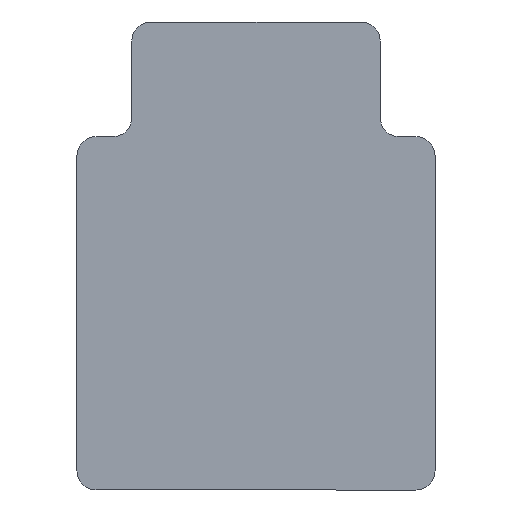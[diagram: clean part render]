
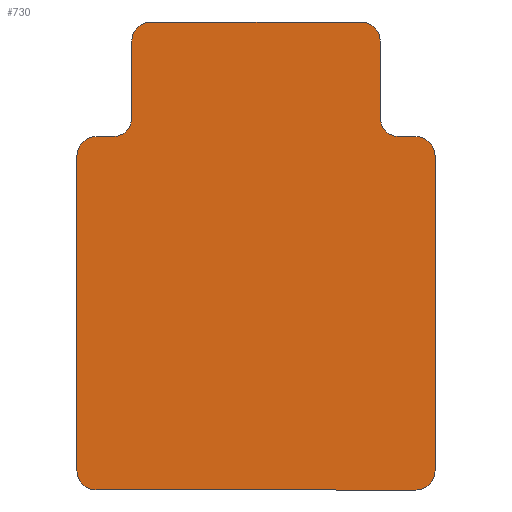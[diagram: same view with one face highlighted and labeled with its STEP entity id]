
A CAD part, front view. The second image highlights one B-rep face of the part: STEP entity #730.
In plain terms, the highlighted planar face has unit normal (0, -1, 0).
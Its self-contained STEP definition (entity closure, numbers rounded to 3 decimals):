
#46=PLANE('',#801);
#83=FACE_OUTER_BOUND('',#125,.T.);
#125=EDGE_LOOP('',(#668,#669,#670,#671,#672,#673,#674,#675,#676,#677,#678,
#679,#680,#681,#682,#683));
#129=LINE('',#1018,#211);
#136=LINE('',#1036,#218);
#161=LINE('',#1100,#243);
#166=LINE('',#1113,#248);
#169=LINE('',#1124,#251);
#205=LINE('',#1201,#287);
#206=LINE('',#1203,#288);
#207=LINE('',#1205,#289);
#211=VECTOR('',#821,10.);
#218=VECTOR('',#836,10.);
#243=VECTOR('',#881,10.);
#248=VECTOR('',#896,10.);
#251=VECTOR('',#909,10.);
#287=VECTOR('',#989,10.);
#288=VECTOR('',#992,10.);
#289=VECTOR('',#995,10.);
#292=CIRCLE('',#749,2.);
#295=CIRCLE('',#754,2.);
#297=CIRCLE('',#758,2.);
#303=CIRCLE('',#767,2.);
#304=CIRCLE('',#769,2.);
#305=CIRCLE('',#772,2.);
#306=CIRCLE('',#774,2.);
#308=CIRCLE('',#778,2.);
#312=VERTEX_POINT('',#1008);
#313=VERTEX_POINT('',#1009);
#316=VERTEX_POINT('',#1017);
#320=VERTEX_POINT('',#1026);
#321=VERTEX_POINT('',#1028);
#323=VERTEX_POINT('',#1034);
#326=VERTEX_POINT('',#1041);
#327=VERTEX_POINT('',#1043);
#352=VERTEX_POINT('',#1099);
#353=VERTEX_POINT('',#1105);
#354=VERTEX_POINT('',#1107);
#355=VERTEX_POINT('',#1111);
#356=VERTEX_POINT('',#1117);
#357=VERTEX_POINT('',#1119);
#358=VERTEX_POINT('',#1123);
#360=VERTEX_POINT('',#1129);
#381=EDGE_CURVE('',#312,#313,#292,.T.);
#385=EDGE_CURVE('',#316,#313,#129,.T.);
#390=EDGE_CURVE('',#320,#321,#295,.T.);
#394=EDGE_CURVE('',#320,#323,#136,.T.);
#397=EDGE_CURVE('',#326,#327,#297,.T.);
#426=EDGE_CURVE('',#352,#327,#161,.T.);
#428=EDGE_CURVE('',#352,#323,#303,.T.);
#430=EDGE_CURVE('',#353,#354,#304,.T.);
#433=EDGE_CURVE('',#353,#355,#166,.T.);
#434=EDGE_CURVE('',#316,#355,#305,.T.);
#436=EDGE_CURVE('',#356,#357,#306,.T.);
#438=EDGE_CURVE('',#358,#357,#169,.T.);
#441=EDGE_CURVE('',#358,#360,#308,.T.);
#477=EDGE_CURVE('',#312,#360,#205,.T.);
#478=EDGE_CURVE('',#326,#354,#206,.T.);
#479=EDGE_CURVE('',#356,#321,#207,.T.);
#668=ORIENTED_EDGE('',*,*,#397,.F.);
#669=ORIENTED_EDGE('',*,*,#478,.T.);
#670=ORIENTED_EDGE('',*,*,#430,.F.);
#671=ORIENTED_EDGE('',*,*,#433,.T.);
#672=ORIENTED_EDGE('',*,*,#434,.F.);
#673=ORIENTED_EDGE('',*,*,#385,.T.);
#674=ORIENTED_EDGE('',*,*,#381,.F.);
#675=ORIENTED_EDGE('',*,*,#477,.T.);
#676=ORIENTED_EDGE('',*,*,#441,.F.);
#677=ORIENTED_EDGE('',*,*,#438,.T.);
#678=ORIENTED_EDGE('',*,*,#436,.F.);
#679=ORIENTED_EDGE('',*,*,#479,.T.);
#680=ORIENTED_EDGE('',*,*,#390,.F.);
#681=ORIENTED_EDGE('',*,*,#394,.T.);
#682=ORIENTED_EDGE('',*,*,#428,.F.);
#683=ORIENTED_EDGE('',*,*,#426,.T.);
#730=ADVANCED_FACE('',(#83),#46,.T.);
#749=AXIS2_PLACEMENT_3D('',#1010,#813,#814);
#754=AXIS2_PLACEMENT_3D('',#1029,#829,#830);
#758=AXIS2_PLACEMENT_3D('',#1044,#842,#843);
#767=AXIS2_PLACEMENT_3D('',#1103,#885,#886);
#769=AXIS2_PLACEMENT_3D('',#1108,#890,#891);
#772=AXIS2_PLACEMENT_3D('',#1115,#899,#900);
#774=AXIS2_PLACEMENT_3D('',#1120,#904,#905);
#778=AXIS2_PLACEMENT_3D('',#1130,#915,#916);
#801=AXIS2_PLACEMENT_3D('',#1207,#998,#999);
#813=DIRECTION('center_axis',(0.,-1.,0.));
#814=DIRECTION('ref_axis',(-0.707,0.,-0.707));
#821=DIRECTION('',(-1.,0.,0.));
#829=DIRECTION('center_axis',(0.,-1.,0.));
#830=DIRECTION('ref_axis',(0.707,0.,-0.707));
#836=DIRECTION('',(-1.,0.,0.));
#842=DIRECTION('center_axis',(0.,1.,0.));
#843=DIRECTION('ref_axis',(-0.707,0.,-0.707));
#881=DIRECTION('',(0.,0.,-1.));
#885=DIRECTION('center_axis',(0.,1.,0.));
#886=DIRECTION('ref_axis',(-0.707,0.,0.707));
#890=DIRECTION('center_axis',(0.,1.,0.));
#891=DIRECTION('ref_axis',(0.707,0.,-0.707));
#896=DIRECTION('',(0.,0.,1.));
#899=DIRECTION('center_axis',(0.,1.,0.));
#900=DIRECTION('ref_axis',(0.707,0.,0.707));
#904=DIRECTION('center_axis',(0.,1.,0.));
#905=DIRECTION('ref_axis',(-0.707,0.,0.707));
#909=DIRECTION('',(-1.,0.,0.));
#915=DIRECTION('center_axis',(0.,1.,0.));
#916=DIRECTION('ref_axis',(0.707,0.,0.707));
#989=DIRECTION('',(0.,0.,1.));
#992=DIRECTION('',(1.,0.,0.));
#995=DIRECTION('',(0.,0.,-1.));
#998=DIRECTION('center_axis',(0.,-1.,0.));
#999=DIRECTION('ref_axis',(0.,0.,-1.));
#1008=CARTESIAN_POINT('',(29.75,-2.,37.));
#1009=CARTESIAN_POINT('',(31.75,-2.,35.));
#1010=CARTESIAN_POINT('Origin',(31.75,-2.,37.));
#1017=CARTESIAN_POINT('',(33.5,-2.,35.));
#1018=CARTESIAN_POINT('',(35.5,-2.,35.));
#1026=CARTESIAN_POINT('',(1.75,-2.,35.));
#1028=CARTESIAN_POINT('',(3.75,-2.,37.));
#1029=CARTESIAN_POINT('Origin',(1.75,-2.,37.));
#1034=CARTESIAN_POINT('',(0.,-2.,35.));
#1036=CARTESIAN_POINT('',(3.75,-2.,35.));
#1041=CARTESIAN_POINT('',(0.,-2.,-2.));
#1043=CARTESIAN_POINT('',(-2.,-2.,0.));
#1044=CARTESIAN_POINT('Origin',(0.,-2.,0.));
#1099=CARTESIAN_POINT('',(-2.,-2.,33.));
#1100=CARTESIAN_POINT('',(-2.,-2.,35.));
#1103=CARTESIAN_POINT('Origin',(0.,-2.,33.));
#1105=CARTESIAN_POINT('',(35.5,-2.,0.));
#1107=CARTESIAN_POINT('',(33.5,-2.,-2.));
#1108=CARTESIAN_POINT('Origin',(33.5,-2.,0.));
#1111=CARTESIAN_POINT('',(35.5,-2.,33.));
#1113=CARTESIAN_POINT('',(35.5,-2.,-2.));
#1115=CARTESIAN_POINT('Origin',(33.5,-2.,33.));
#1117=CARTESIAN_POINT('',(3.75,-2.,45.));
#1119=CARTESIAN_POINT('',(5.75,-2.,47.));
#1120=CARTESIAN_POINT('Origin',(5.75,-2.,45.));
#1123=CARTESIAN_POINT('',(27.75,-2.,47.));
#1124=CARTESIAN_POINT('',(29.75,-2.,47.));
#1129=CARTESIAN_POINT('',(29.75,-2.,45.));
#1130=CARTESIAN_POINT('Origin',(27.75,-2.,45.));
#1201=CARTESIAN_POINT('',(29.75,-2.,35.));
#1203=CARTESIAN_POINT('',(-2.,-2.,-2.));
#1205=CARTESIAN_POINT('',(3.75,-2.,47.));
#1207=CARTESIAN_POINT('Origin',(16.75,-2.,22.5));
